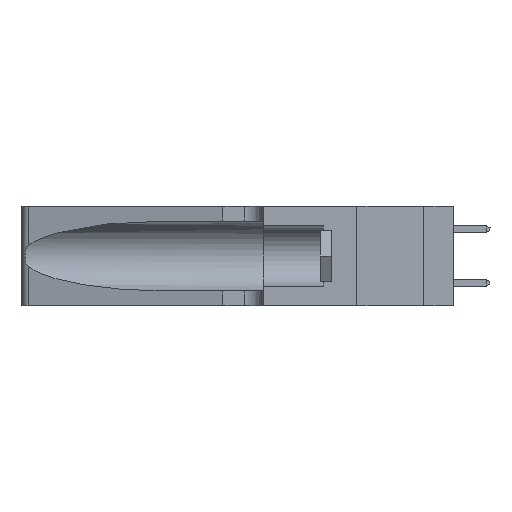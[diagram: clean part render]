
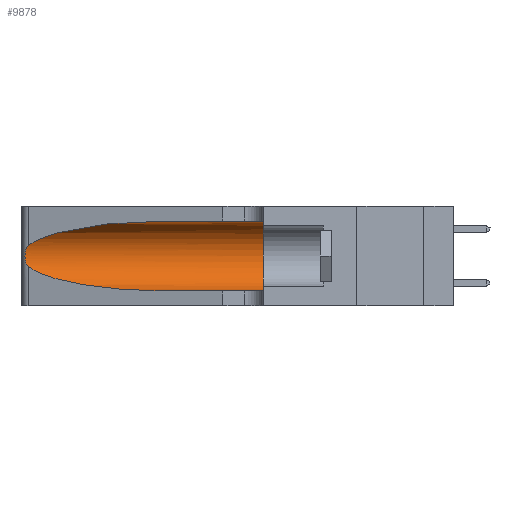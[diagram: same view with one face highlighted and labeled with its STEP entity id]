
A CAD part, left-side view. The second image highlights one B-rep face of the part: STEP entity #9878.
In plain terms, the highlighted cylindrical face has radius 3.308 mm (diameter 6.617 mm), a partial arc.
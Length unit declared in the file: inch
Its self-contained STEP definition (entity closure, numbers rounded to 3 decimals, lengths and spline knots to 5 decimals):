
#543 = ORIENTED_EDGE ( 'NONE', *, *, #34112, .T. ) ;
#1517 = CARTESIAN_POINT ( 'NONE',  ( 0.1305, 0.35, 0.05475 ) ) ;
#1524 = LINE ( 'NONE', #28629, #28874 ) ;
#1569 = FACE_OUTER_BOUND ( 'NONE', #27335, .T. ) ;
#2137 = CARTESIAN_POINT ( 'NONE',  ( 0.1305, 0.72297, 0.31525 ) ) ;
#2183 = EDGE_CURVE ( 'NONE', #26745, #26748, #13427, .T. ) ;
#2390 = ORIENTED_EDGE ( 'NONE', *, *, #2183, .T. ) ;
#2554 = EDGE_CURVE ( 'NONE', #5980, #26745, #24345, .T. ) ;
#2677 = ORIENTED_EDGE ( 'NONE', *, *, #2554, .T. ) ;
#2714 = VERTEX_POINT ( 'NONE', #21792 ) ;
#4462 = EDGE_CURVE ( 'NONE', #16462, #5980, #30949, .T. ) ;
#4551 = DIRECTION ( 'NONE',  ( 0., 1., 0. ) ) ;
#4856 = CARTESIAN_POINT ( 'NONE',  ( 0.2373, 1.15595, 0.28018 ) ) ;
#5588 = CARTESIAN_POINT ( 'NONE',  ( 0.25854, 1.2359, 0.20912 ) ) ;
#5818 = CARTESIAN_POINT ( 'NONE',  ( 0.26075, 1.23896, 0.178 ) ) ;
#5980 = VERTEX_POINT ( 'NONE', #29390 ) ;
#7373 = CARTESIAN_POINT ( 'NONE',  ( 0.2373, 1.15595, 0.08982 ) ) ;
#7423 = CARTESIAN_POINT ( 'NONE',  ( 0.18966, 0.96281, 0.31525 ) ) ;
#8159 = CARTESIAN_POINT ( 'NONE',  ( 0.25487, 1.22718, 0.22369 ) ) ;
#8228 = AXIS2_PLACEMENT_3D ( 'NONE', #21291, #4551, #24142 ) ;
#8276 = CARTESIAN_POINT ( 'NONE',  ( 0.25555, 1.22993, 0.14849 ) ) ;
#8393 = CARTESIAN_POINT ( 'NONE',  ( 0.25856, 1.23593, 0.16098 ) ) ;
#8538 = DIRECTION ( 'NONE',  ( 0., -1., 0. ) ) ;
#9878 = ADVANCED_FACE ( 'NONE', ( #1569 ), #29359, .F. ) ;
#9947 = DIRECTION ( 'NONE',  ( 0., 0., -1. ) ) ;
#10614 =( BOUNDED_CURVE ( )  B_SPLINE_CURVE ( 3, ( #2137, #7423, #4856, #27185 ),
 .UNSPECIFIED., .F., .F. ) 
 B_SPLINE_CURVE_WITH_KNOTS ( ( 4, 4 ),
 ( 1.5708, 2.84003 ),
 .UNSPECIFIED. ) 
 CURVE ( )  GEOMETRIC_REPRESENTATION_ITEM ( )  RATIONAL_B_SPLINE_CURVE ( ( 1., 0.87, 0.87, 1. ) ) 
 REPRESENTATION_ITEM ( '' )  );
#11181 = ORIENTED_EDGE ( 'NONE', *, *, #11975, .F. ) ;
#11249 = CARTESIAN_POINT ( 'NONE',  ( 0.25487, 1.22718, 0.14631 ) ) ;
#11975 = EDGE_CURVE ( 'NONE', #2714, #26748, #17705, .T. ) ;
#12029 = VERTEX_POINT ( 'NONE', #28732 ) ;
#13427 = LINE ( 'NONE', #13908, #34554 ) ;
#13908 = CARTESIAN_POINT ( 'NONE',  ( 0.1305, 1.61858, 0.05475 ) ) ;
#16462 = VERTEX_POINT ( 'NONE', #21902 ) ;
#17118 = CARTESIAN_POINT ( 'NONE',  ( 0.25639, 1.23186, 0.15144 ) ) ;
#17705 = CIRCLE ( 'NONE', #8228, 0.13025 ) ;
#21039 = CARTESIAN_POINT ( 'NONE',  ( 0.18966, 0.96281, 0.05475 ) ) ;
#21291 = CARTESIAN_POINT ( 'NONE',  ( 0.1305, 0.35, 0.185 ) ) ;
#21302 = DIRECTION ( 'NONE',  ( 0., -1., 0. ) ) ;
#21792 = CARTESIAN_POINT ( 'NONE',  ( 0.1305, 0.35, 0.31525 ) ) ;
#21902 = CARTESIAN_POINT ( 'NONE',  ( 0.25487, 1.22718, 0.22369 ) ) ;
#22337 = CARTESIAN_POINT ( 'NONE',  ( 0.26075, 1.23896, 0.19203 ) ) ;
#22694 = CARTESIAN_POINT ( 'NONE',  ( 0.25639, 1.23184, 0.21858 ) ) ;
#23228 = CARTESIAN_POINT ( 'NONE',  ( 0.1305, 0.72297, 0.05475 ) ) ;
#24142 = DIRECTION ( 'NONE',  ( 0., 0., 1. ) ) ;
#24345 =( BOUNDED_CURVE ( )  B_SPLINE_CURVE ( 3, ( #27255, #7373, #21039, #35261 ),
 .UNSPECIFIED., .F., .F. ) 
 B_SPLINE_CURVE_WITH_KNOTS ( ( 4, 4 ),
 ( 3.44316, 4.71239 ),
 .UNSPECIFIED. ) 
 CURVE ( )  GEOMETRIC_REPRESENTATION_ITEM ( )  RATIONAL_B_SPLINE_CURVE ( ( 1., 0.87, 0.87, 1. ) ) 
 REPRESENTATION_ITEM ( '' )  );
#25289 = CARTESIAN_POINT ( 'NONE',  ( 0.25787, 1.23484, 0.2124 ) ) ;
#25526 = CARTESIAN_POINT ( 'NONE',  ( 0.26018, 1.23835, 0.19895 ) ) ;
#26004 = ORIENTED_EDGE ( 'NONE', *, *, #4462, .T. ) ;
#26745 = VERTEX_POINT ( 'NONE', #23228 ) ;
#26748 = VERTEX_POINT ( 'NONE', #1517 ) ;
#27185 = CARTESIAN_POINT ( 'NONE',  ( 0.25487, 1.22718, 0.22369 ) ) ;
#27255 = CARTESIAN_POINT ( 'NONE',  ( 0.25487, 1.22718, 0.14631 ) ) ;
#27335 = EDGE_LOOP ( 'NONE', ( #543, #26004, #2677, #2390, #11181, #30096 ) ) ;
#28629 = CARTESIAN_POINT ( 'NONE',  ( 0.1305, 1.61858, 0.31525 ) ) ;
#28732 = CARTESIAN_POINT ( 'NONE',  ( 0.1305, 0.72297, 0.31525 ) ) ;
#28874 = VECTOR ( 'NONE', #21302, 39.37008 ) ;
#29359 = CYLINDRICAL_SURFACE ( 'NONE', #35331, 0.13025 ) ;
#29390 = CARTESIAN_POINT ( 'NONE',  ( 0.25487, 1.22718, 0.14631 ) ) ;
#30096 = ORIENTED_EDGE ( 'NONE', *, *, #32421, .F. ) ;
#30949 = B_SPLINE_CURVE_WITH_KNOTS ( 'NONE', 3,
 ( #8159, #30963, #22694, #25289, #5588, #25526, #22337, #5818, #31210, #8393, #33706, #17118, #8276, #11249 ),
 .UNSPECIFIED., .F., .F.,
 ( 4, 2, 2, 2, 2, 2, 4 ),
 ( 0., 0.00027, 0.00053, 0.00107, 0.0016, 0.00187, 0.00214 ),
 .UNSPECIFIED. ) ;
#30963 = CARTESIAN_POINT ( 'NONE',  ( 0.25555, 1.22994, 0.2215 ) ) ;
#31210 = CARTESIAN_POINT ( 'NONE',  ( 0.26017, 1.23833, 0.17102 ) ) ;
#32383 = CARTESIAN_POINT ( 'NONE',  ( 0.1305, 1.61858, 0.185 ) ) ;
#32421 = EDGE_CURVE ( 'NONE', #12029, #2714, #1524, .T. ) ;
#33706 = CARTESIAN_POINT ( 'NONE',  ( 0.25789, 1.23486, 0.15765 ) ) ;
#34112 = EDGE_CURVE ( 'NONE', #12029, #16462, #10614, .T. ) ;
#34554 = VECTOR ( 'NONE', #8538, 39.37008 ) ;
#35261 = CARTESIAN_POINT ( 'NONE',  ( 0.1305, 0.72297, 0.05475 ) ) ;
#35331 = AXIS2_PLACEMENT_3D ( 'NONE', #32383, #35759, #9947 ) ;
#35759 = DIRECTION ( 'NONE',  ( 0., -1., 0. ) ) ;
